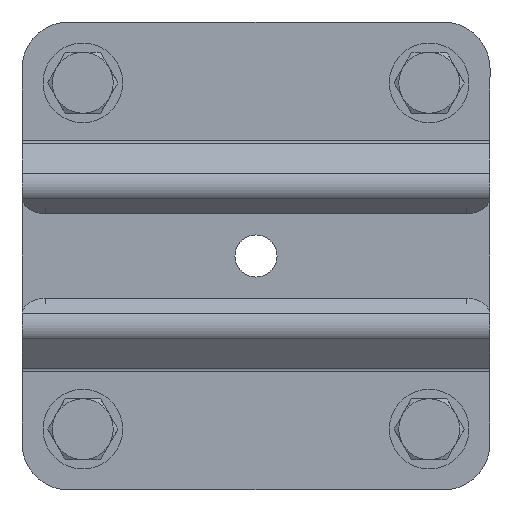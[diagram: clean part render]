
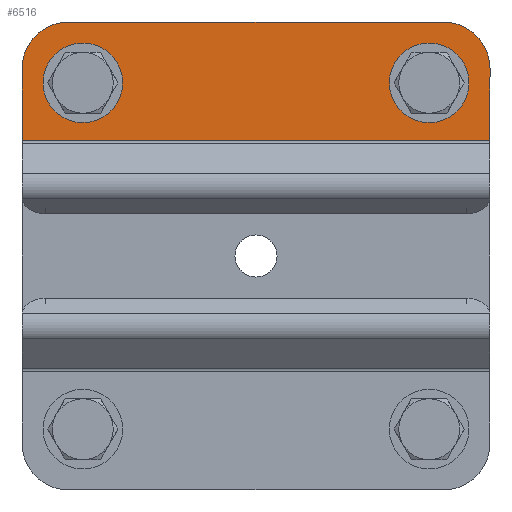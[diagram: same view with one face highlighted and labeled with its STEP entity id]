
A CAD part, front view. The second image highlights one B-rep face of the part: STEP entity #6516.
In plain terms, the highlighted planar face has unit normal (0, -1, 0).
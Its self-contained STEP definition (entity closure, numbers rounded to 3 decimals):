
#108 = VERTEX_POINT ( 'NONE', #794 ) ;
#143 = DIRECTION ( 'NONE',  ( 0., 0., 1. ) ) ;
#221 = DIRECTION ( 'NONE',  ( 0., 1., 0. ) ) ;
#247 = ORIENTED_EDGE ( 'NONE', *, *, #294, .T. ) ;
#294 = EDGE_CURVE ( 'NONE', #2036, #5117, #9113, .T. ) ;
#505 = VERTEX_POINT ( 'NONE', #8350 ) ;
#558 = EDGE_LOOP ( 'NONE', ( #9551, #4161 ) ) ;
#634 = DIRECTION ( 'NONE',  ( -1., 0., 0. ) ) ;
#794 = CARTESIAN_POINT ( 'NONE',  ( -37., 0., 3.75 ) ) ;
#889 = ORIENTED_EDGE ( 'NONE', *, *, #5130, .F. ) ;
#1034 = AXIS2_PLACEMENT_3D ( 'NONE', #4909, #221, #5706 ) ;
#1076 = EDGE_CURVE ( 'NONE', #108, #5968, #3275, .T. ) ;
#1107 = CARTESIAN_POINT ( 'NONE',  ( 37., 0., 8.25 ) ) ;
#1149 = CIRCLE ( 'NONE', #2199, 4.5 ) ;
#1240 = DIRECTION ( 'NONE',  ( 0., 0., 1. ) ) ;
#1434 = CARTESIAN_POINT ( 'NONE',  ( -50., 0., -4.066 ) ) ;
#1768 = ORIENTED_EDGE ( 'NONE', *, *, #7419, .T. ) ;
#1805 = CARTESIAN_POINT ( 'NONE',  ( 50., 0., -21.25 ) ) ;
#1873 = DIRECTION ( 'NONE',  ( 0., 1., 0. ) ) ;
#2036 = VERTEX_POINT ( 'NONE', #3381 ) ;
#2199 = AXIS2_PLACEMENT_3D ( 'NONE', #6610, #5217, #6024 ) ;
#2201 = CARTESIAN_POINT ( 'NONE',  ( -50., 0., 11.25 ) ) ;
#2251 = EDGE_CURVE ( 'NONE', #5968, #108, #1149, .T. ) ;
#2342 = CARTESIAN_POINT ( 'NONE',  ( 50., 0., -4.066 ) ) ;
#2464 = VERTEX_POINT ( 'NONE', #7716 ) ;
#2500 = EDGE_CURVE ( 'NONE', #8896, #5117, #3606, .T. ) ;
#2734 = VERTEX_POINT ( 'NONE', #3404 ) ;
#2787 = EDGE_LOOP ( 'NONE', ( #1768, #8620 ) ) ;
#2976 = VERTEX_POINT ( 'NONE', #6076 ) ;
#3172 = CARTESIAN_POINT ( 'NONE',  ( -37., 0., 8.25 ) ) ;
#3228 = CARTESIAN_POINT ( 'NONE',  ( -40., 0., 11.25 ) ) ;
#3275 = CIRCLE ( 'NONE', #7630, 4.5 ) ;
#3381 = CARTESIAN_POINT ( 'NONE',  ( -40., 0., 21.25 ) ) ;
#3404 = CARTESIAN_POINT ( 'NONE',  ( 37., 0., 12.75 ) ) ;
#3414 = LINE ( 'NONE', #5329, #8949 ) ;
#3447 = AXIS2_PLACEMENT_3D ( 'NONE', #8207, #8998, #5153 ) ;
#3606 = LINE ( 'NONE', #4673, #9989 ) ;
#3657 = AXIS2_PLACEMENT_3D ( 'NONE', #3228, #9544, #143 ) ;
#3894 = DIRECTION ( 'NONE',  ( 0., 0., 1. ) ) ;
#4045 = CIRCLE ( 'NONE', #4734, 4.5 ) ;
#4109 = EDGE_CURVE ( 'NONE', #9591, #505, #8944, .T. ) ;
#4154 = CARTESIAN_POINT ( 'NONE',  ( 50., 0., 11.25 ) ) ;
#4161 = ORIENTED_EDGE ( 'NONE', *, *, #1076, .T. ) ;
#4273 = EDGE_CURVE ( 'NONE', #2976, #2734, #6483, .T. ) ;
#4673 = CARTESIAN_POINT ( 'NONE',  ( -50., 0., -21.25 ) ) ;
#4734 = AXIS2_PLACEMENT_3D ( 'NONE', #6980, #1873, #1240 ) ;
#4909 = CARTESIAN_POINT ( 'NONE',  ( 50., 0., 21.25 ) ) ;
#4978 = LINE ( 'NONE', #2342, #7581 ) ;
#5117 = VERTEX_POINT ( 'NONE', #2201 ) ;
#5130 = EDGE_CURVE ( 'NONE', #505, #8896, #4978, .T. ) ;
#5153 = DIRECTION ( 'NONE',  ( 0., 0., 1. ) ) ;
#5217 = DIRECTION ( 'NONE',  ( 0., 1., 0. ) ) ;
#5329 = CARTESIAN_POINT ( 'NONE',  ( -50., 0., 21.25 ) ) ;
#5706 = DIRECTION ( 'NONE',  ( 0., 0., 1. ) ) ;
#5783 = DIRECTION ( 'NONE',  ( 0., 1., 0. ) ) ;
#5829 = CARTESIAN_POINT ( 'NONE',  ( -37., 0., 12.75 ) ) ;
#5968 = VERTEX_POINT ( 'NONE', #5829 ) ;
#6024 = DIRECTION ( 'NONE',  ( 0., 0., 1. ) ) ;
#6076 = CARTESIAN_POINT ( 'NONE',  ( 37., 0., 3.75 ) ) ;
#6164 = DIRECTION ( 'NONE',  ( 1., 0., 0. ) ) ;
#6366 = ORIENTED_EDGE ( 'NONE', *, *, #4109, .F. ) ;
#6483 = CIRCLE ( 'NONE', #6578, 4.5 ) ;
#6516 = ADVANCED_FACE ( 'NONE', ( #6636, #8486, #6900 ), #9626, .F. ) ;
#6578 = AXIS2_PLACEMENT_3D ( 'NONE', #1107, #5783, #6607 ) ;
#6607 = DIRECTION ( 'NONE',  ( 0., 0., 1. ) ) ;
#6610 = CARTESIAN_POINT ( 'NONE',  ( -37., 0., 8.25 ) ) ;
#6636 = FACE_OUTER_BOUND ( 'NONE', #9205, .T. ) ;
#6900 = FACE_BOUND ( 'NONE', #2787, .T. ) ;
#6980 = CARTESIAN_POINT ( 'NONE',  ( 37., 0., 8.25 ) ) ;
#7130 = ORIENTED_EDGE ( 'NONE', *, *, #8241, .F. ) ;
#7251 = ORIENTED_EDGE ( 'NONE', *, *, #2500, .F. ) ;
#7419 = EDGE_CURVE ( 'NONE', #2734, #2976, #4045, .T. ) ;
#7581 = VECTOR ( 'NONE', #634, 1000. ) ;
#7630 = AXIS2_PLACEMENT_3D ( 'NONE', #3172, #7920, #3894 ) ;
#7716 = CARTESIAN_POINT ( 'NONE',  ( 40., 0., 21.25 ) ) ;
#7920 = DIRECTION ( 'NONE',  ( 0., 1., 0. ) ) ;
#8175 = DIRECTION ( 'NONE',  ( 0., 0., -1. ) ) ;
#8207 = CARTESIAN_POINT ( 'NONE',  ( 40., 0., 11.25 ) ) ;
#8241 = EDGE_CURVE ( 'NONE', #2036, #2464, #3414, .T. ) ;
#8350 = CARTESIAN_POINT ( 'NONE',  ( 50., 0., -4.066 ) ) ;
#8486 = FACE_BOUND ( 'NONE', #558, .T. ) ;
#8620 = ORIENTED_EDGE ( 'NONE', *, *, #4273, .T. ) ;
#8677 = ORIENTED_EDGE ( 'NONE', *, *, #9796, .T. ) ;
#8896 = VERTEX_POINT ( 'NONE', #1434 ) ;
#8944 = LINE ( 'NONE', #1805, #9434 ) ;
#8949 = VECTOR ( 'NONE', #6164, 1000. ) ;
#8998 = DIRECTION ( 'NONE',  ( 0., -1., 0. ) ) ;
#9113 = CIRCLE ( 'NONE', #3657, 10. ) ;
#9205 = EDGE_LOOP ( 'NONE', ( #889, #6366, #8677, #7130, #247, #7251 ) ) ;
#9434 = VECTOR ( 'NONE', #8175, 1000. ) ;
#9544 = DIRECTION ( 'NONE',  ( 0., -1., 0. ) ) ;
#9551 = ORIENTED_EDGE ( 'NONE', *, *, #2251, .T. ) ;
#9591 = VERTEX_POINT ( 'NONE', #4154 ) ;
#9626 = PLANE ( 'NONE',  #1034 ) ;
#9796 = EDGE_CURVE ( 'NONE', #9591, #2464, #9962, .T. ) ;
#9962 = CIRCLE ( 'NONE', #3447, 10. ) ;
#9989 = VECTOR ( 'NONE', #10028, 1000. ) ;
#10028 = DIRECTION ( 'NONE',  ( 0., 0., 1. ) ) ;
